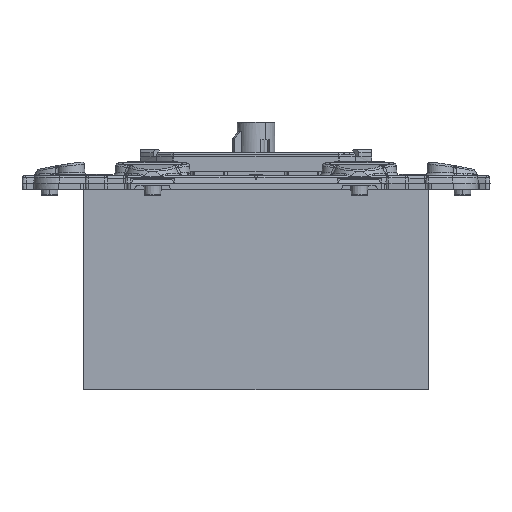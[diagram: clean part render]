
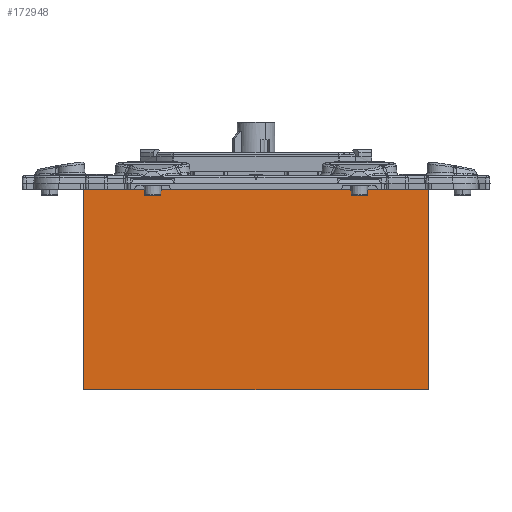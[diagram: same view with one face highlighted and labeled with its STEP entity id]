
A CAD part, left-side view. The second image highlights one B-rep face of the part: STEP entity #172948.
In plain terms, the highlighted planar face has unit normal (-1, 0, 0).
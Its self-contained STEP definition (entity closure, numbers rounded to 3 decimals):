
#172921=AXIS2_PLACEMENT_3D('Plane Axis2P3D',#172918,#172919,#172920) ;
#10268=CARTESIAN_POINT('Vertex',(-27.5,9.38,0.)) ;
#10275=CARTESIAN_POINT('Vertex',(-27.5,4.117,0.)) ;
#12308=CARTESIAN_POINT('Line Origine',(-27.5,-11.692,0.)) ;
#12312=CARTESIAN_POINT('Vertex',(-27.5,-27.5,0.)) ;
#12348=CARTESIAN_POINT('Vertex',(-27.5,27.5,0.)) ;
#12351=CARTESIAN_POINT('Line Origine',(-27.5,18.44,0.)) ;
#172891=CARTESIAN_POINT('Vertex',(-27.5,27.5,-32.)) ;
#172894=CARTESIAN_POINT('Line Origine',(-27.5,27.5,-16.)) ;
#172918=CARTESIAN_POINT('Axis2P3D Location',(-27.5,-27.5,0.)) ;
#172923=CARTESIAN_POINT('Line Origine',(-27.5,0.,-32.)) ;
#172927=CARTESIAN_POINT('Vertex',(-27.5,-27.5,-32.)) ;
#172930=CARTESIAN_POINT('Line Origine',(-27.5,-27.5,-16.)) ;
#172935=CARTESIAN_POINT('Line Origine',(-27.5,6.749,0.)) ;
#12309=DIRECTION('Vector Direction',(0.,1.,0.)) ;
#12352=DIRECTION('Vector Direction',(0.,1.,0.)) ;
#172895=DIRECTION('Vector Direction',(0.,0.,-1.)) ;
#172919=DIRECTION('Axis2P3D Direction',(-1.,0.,0.)) ;
#172920=DIRECTION('Axis2P3D XDirection',(0.,1.,0.)) ;
#172924=DIRECTION('Vector Direction',(0.,1.,0.)) ;
#172931=DIRECTION('Vector Direction',(0.,0.,-1.)) ;
#172936=DIRECTION('Vector Direction',(0.,1.,0.)) ;
#12310=VECTOR('Line Direction',#12309,1.) ;
#12353=VECTOR('Line Direction',#12352,1.) ;
#172896=VECTOR('Line Direction',#172895,1.) ;
#172925=VECTOR('Line Direction',#172924,1.) ;
#172932=VECTOR('Line Direction',#172931,1.) ;
#172937=VECTOR('Line Direction',#172936,1.) ;
#172941=ORIENTED_EDGE('',*,*,#172929,.T.) ;
#172942=ORIENTED_EDGE('',*,*,#172934,.F.) ;
#172943=ORIENTED_EDGE('',*,*,#12314,.F.) ;
#172944=ORIENTED_EDGE('',*,*,#172939,.F.) ;
#172945=ORIENTED_EDGE('',*,*,#12355,.F.) ;
#172946=ORIENTED_EDGE('',*,*,#172898,.T.) ;
#172948=ADVANCED_FACE('PartBody',(#172947),#172922,.T.) ;
#12314=EDGE_CURVE('',#10276,#12313,#12311,.F.) ;
#12355=EDGE_CURVE('',#12349,#10269,#12354,.F.) ;
#172898=EDGE_CURVE('',#12349,#172892,#172897,.T.) ;
#172929=EDGE_CURVE('',#172892,#172928,#172926,.F.) ;
#172934=EDGE_CURVE('',#12313,#172928,#172933,.T.) ;
#172939=EDGE_CURVE('',#10269,#10276,#172938,.F.) ;
#172940=EDGE_LOOP('',(#172941,#172942,#172943,#172944,#172945,#172946)) ;
#172947=FACE_OUTER_BOUND('',#172940,.T.) ;
#12311=LINE('Line',#12308,#12310) ;
#12354=LINE('Line',#12351,#12353) ;
#172897=LINE('Line',#172894,#172896) ;
#172926=LINE('Line',#172923,#172925) ;
#172933=LINE('Line',#172930,#172932) ;
#172938=LINE('Line',#172935,#172937) ;
#172922=PLANE('',#172921) ;
#10269=VERTEX_POINT('',#10268) ;
#10276=VERTEX_POINT('',#10275) ;
#12313=VERTEX_POINT('',#12312) ;
#12349=VERTEX_POINT('',#12348) ;
#172892=VERTEX_POINT('',#172891) ;
#172928=VERTEX_POINT('',#172927) ;
